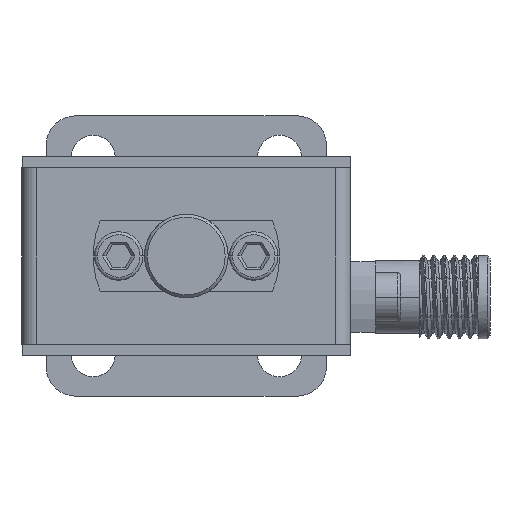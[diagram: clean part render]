
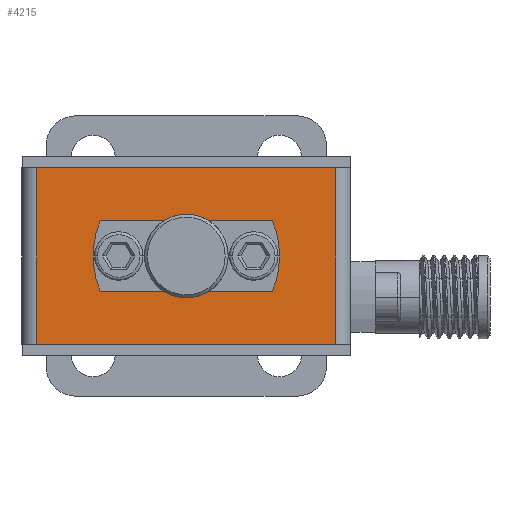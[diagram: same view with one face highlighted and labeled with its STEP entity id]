
A CAD part, left-side view. The second image highlights one B-rep face of the part: STEP entity #4215.
In plain terms, the highlighted planar face has unit normal (-1, 0, 0).
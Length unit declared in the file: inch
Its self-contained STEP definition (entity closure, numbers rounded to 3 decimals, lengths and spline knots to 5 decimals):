
#451 = EDGE_LOOP ( 'NONE', ( #4722, #11985, #12361, #8426 ) ) ;
#469 = CARTESIAN_POINT ( 'NONE',  ( 25.99397, 30.36818, -0.14173 ) ) ;
#726 = EDGE_CURVE ( 'NONE', #1477, #6074, #1258, .T. ) ;
#771 = VERTEX_POINT ( 'NONE', #2872 ) ;
#1019 = AXIS2_PLACEMENT_3D ( 'NONE', #5578, #3402, #6570 ) ;
#1023 = CARTESIAN_POINT ( 'NONE',  ( 25.99397, 31.00121, -0.47244 ) ) ;
#1258 = CIRCLE ( 'NONE', #12840, 0.25 ) ;
#1319 = VERTEX_POINT ( 'NONE', #3840 ) ;
#1477 = VERTEX_POINT ( 'NONE', #8862 ) ;
#1641 = DIRECTION ( 'NONE',  ( 0., 1., 0. ) ) ;
#1699 = EDGE_CURVE ( 'NONE', #6074, #1319, #3319, .T. ) ;
#2119 = CARTESIAN_POINT ( 'NONE',  ( 25.99397, 31.00121, -0.47244 ) ) ;
#2268 = DIRECTION ( 'NONE',  ( 0., 0., 1. ) ) ;
#2487 = CARTESIAN_POINT ( 'NONE',  ( 25.99397, 31.00121, 0. ) ) ;
#2515 = DIRECTION ( 'NONE',  ( -1., 0., 0. ) ) ;
#2627 = VERTEX_POINT ( 'NONE', #5884 ) ;
#2697 = DIRECTION ( 'NONE',  ( 0., 0., 1. ) ) ;
#2872 = CARTESIAN_POINT ( 'NONE',  ( 25.99397, 31.00121, 0. ) ) ;
#3319 = LINE ( 'NONE', #9626, #4365 ) ;
#3402 = DIRECTION ( 'NONE',  ( -1., 0., 0. ) ) ;
#3440 = VERTEX_POINT ( 'NONE', #4309 ) ;
#3503 = EDGE_CURVE ( 'NONE', #3440, #771, #7594, .T. ) ;
#3689 = LINE ( 'NONE', #9294, #8109 ) ;
#3829 = VERTEX_POINT ( 'NONE', #12082 ) ;
#3840 = CARTESIAN_POINT ( 'NONE',  ( 25.99397, 30.83109, -0.14173 ) ) ;
#3958 = AXIS2_PLACEMENT_3D ( 'NONE', #2119, #6397, #10646 ) ;
#4215 = ADVANCED_FACE ( 'NONE', ( #5279, #9534 ), #11683, .T. ) ;
#4309 = CARTESIAN_POINT ( 'NONE',  ( 25.99397, 31.00121, -0.47244 ) ) ;
#4365 = VECTOR ( 'NONE', #11716, 39.37008 ) ;
#4388 = ORIENTED_EDGE ( 'NONE', *, *, #726, .F. ) ;
#4670 = DIRECTION ( 'NONE',  ( 0., -1., 0. ) ) ;
#4722 = ORIENTED_EDGE ( 'NONE', *, *, #10485, .F. ) ;
#5279 = FACE_BOUND ( 'NONE', #7375, .T. ) ;
#5280 = DIRECTION ( 'NONE',  ( 0., -1., 0. ) ) ;
#5323 = EDGE_CURVE ( 'NONE', #3440, #8492, #10497, .T. ) ;
#5578 = CARTESIAN_POINT ( 'NONE',  ( 25.99397, 30.59964, -0.23622 ) ) ;
#5884 = CARTESIAN_POINT ( 'NONE',  ( 25.99397, 30.83109, -0.33071 ) ) ;
#6070 = EDGE_CURVE ( 'NONE', #2627, #12529, #7725, .T. ) ;
#6074 = VERTEX_POINT ( 'NONE', #469 ) ;
#6397 = DIRECTION ( 'NONE',  ( -1., 0., 0. ) ) ;
#6445 = ORIENTED_EDGE ( 'NONE', *, *, #1699, .F. ) ;
#6570 = DIRECTION ( 'NONE',  ( 0., 1., 0. ) ) ;
#6780 = DIRECTION ( 'NONE',  ( 0., -1., 0. ) ) ;
#6802 = VECTOR ( 'NONE', #5280, 39.37008 ) ;
#6856 = VECTOR ( 'NONE', #2268, 39.37008 ) ;
#7248 = VECTOR ( 'NONE', #4670, 39.37008 ) ;
#7375 = EDGE_LOOP ( 'NONE', ( #6445, #4388, #7481, #8462, #7379 ) ) ;
#7379 = ORIENTED_EDGE ( 'NONE', *, *, #12995, .F. ) ;
#7419 = VECTOR ( 'NONE', #6780, 39.37008 ) ;
#7481 = ORIENTED_EDGE ( 'NONE', *, *, #11937, .F. ) ;
#7594 = LINE ( 'NONE', #11855, #6856 ) ;
#7725 = LINE ( 'NONE', #11991, #7248 ) ;
#7842 = CARTESIAN_POINT ( 'NONE',  ( 25.99397, 30.59964, -0.23622 ) ) ;
#7872 = CIRCLE ( 'NONE', #13231, 0.25 ) ;
#8109 = VECTOR ( 'NONE', #2697, 39.37008 ) ;
#8123 = CARTESIAN_POINT ( 'NONE',  ( 25.99397, 30.19806, -0.47244 ) ) ;
#8426 = ORIENTED_EDGE ( 'NONE', *, *, #12244, .T. ) ;
#8462 = ORIENTED_EDGE ( 'NONE', *, *, #6070, .F. ) ;
#8492 = VERTEX_POINT ( 'NONE', #8123 ) ;
#8862 = CARTESIAN_POINT ( 'NONE',  ( 25.99397, 30.34964, -0.23622 ) ) ;
#9035 = CARTESIAN_POINT ( 'NONE',  ( 25.99397, 30.59964, -0.23622 ) ) ;
#9100 = DIRECTION ( 'NONE',  ( 0., 1., 0. ) ) ;
#9294 = CARTESIAN_POINT ( 'NONE',  ( 25.99397, 30.19806, -0.47244 ) ) ;
#9481 = CIRCLE ( 'NONE', #1019, 0.25 ) ;
#9534 = FACE_OUTER_BOUND ( 'NONE', #451, .T. ) ;
#9626 = CARTESIAN_POINT ( 'NONE',  ( 25.99397, 30.59964, -0.14173 ) ) ;
#10201 = DIRECTION ( 'NONE',  ( -1., 0., 0. ) ) ;
#10485 = EDGE_CURVE ( 'NONE', #771, #3829, #13263, .T. ) ;
#10497 = LINE ( 'NONE', #1023, #6802 ) ;
#10646 = DIRECTION ( 'NONE',  ( 0., 0., 1. ) ) ;
#11683 = PLANE ( 'NONE',  #3958 ) ;
#11716 = DIRECTION ( 'NONE',  ( 0., 1., 0. ) ) ;
#11855 = CARTESIAN_POINT ( 'NONE',  ( 25.99397, 31.00121, -0.47244 ) ) ;
#11937 = EDGE_CURVE ( 'NONE', #12529, #1477, #7872, .T. ) ;
#11985 = ORIENTED_EDGE ( 'NONE', *, *, #3503, .F. ) ;
#11991 = CARTESIAN_POINT ( 'NONE',  ( 25.99397, 30.59964, -0.33071 ) ) ;
#12082 = CARTESIAN_POINT ( 'NONE',  ( 25.99397, 30.19806, 0. ) ) ;
#12244 = EDGE_CURVE ( 'NONE', #8492, #3829, #3689, .T. ) ;
#12305 = CARTESIAN_POINT ( 'NONE',  ( 25.99397, 30.36818, -0.33071 ) ) ;
#12361 = ORIENTED_EDGE ( 'NONE', *, *, #5323, .T. ) ;
#12529 = VERTEX_POINT ( 'NONE', #12305 ) ;
#12840 = AXIS2_PLACEMENT_3D ( 'NONE', #7842, #2515, #9100 ) ;
#12995 = EDGE_CURVE ( 'NONE', #1319, #2627, #9481, .T. ) ;
#13231 = AXIS2_PLACEMENT_3D ( 'NONE', #9035, #10201, #1641 ) ;
#13263 = LINE ( 'NONE', #2487, #7419 ) ;
